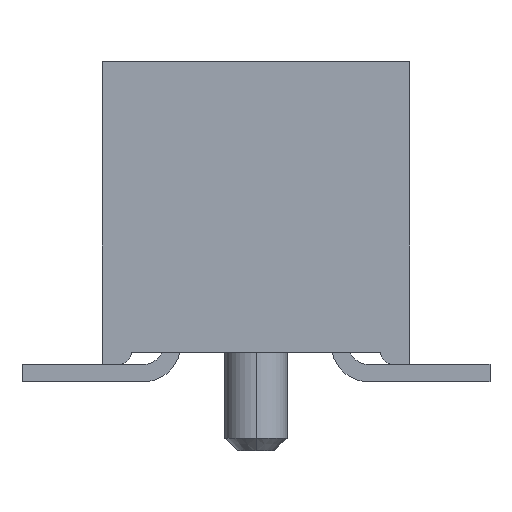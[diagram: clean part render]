
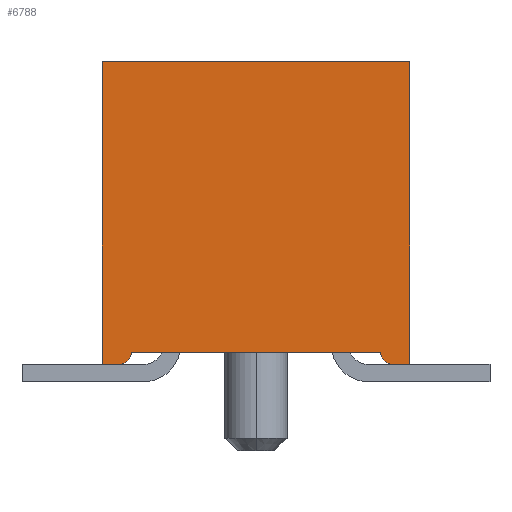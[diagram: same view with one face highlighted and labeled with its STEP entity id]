
A CAD part, left-side view. The second image highlights one B-rep face of the part: STEP entity #6788.
In plain terms, the highlighted planar face has unit normal (-1, 0, 0).
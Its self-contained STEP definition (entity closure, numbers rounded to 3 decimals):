
#6214=CARTESIAN_POINT('',(-4.064,1.285,0.305));
#6215=VERTEX_POINT('',#6214);
#6216=CARTESIAN_POINT('',(-4.064,1.412,0.178));
#6217=VERTEX_POINT('',#6216);
#6218=CARTESIAN_POINT('',(-4.064,1.412,0.305));
#6219=DIRECTION('',(1.0,0.,0.));
#6220=DIRECTION('',(0.,-0.707,-0.707));
#6221=AXIS2_PLACEMENT_3D('',#6218,#6219,#6220);
#6222=CIRCLE('',#6221,0.127);
#6223=EDGE_CURVE('',#6215,#6217,#6222,.T.);
#6256=CARTESIAN_POINT('',(-4.064,1.588,0.178));
#6257=VERTEX_POINT('',#6256);
#6258=CARTESIAN_POINT('',(-4.064,1.412,0.178));
#6259=DIRECTION('',(0.0,1.0,0.0));
#6260=VECTOR('',#6259,0.175);
#6261=LINE('',#6258,#6260);
#6262=EDGE_CURVE('',#6217,#6257,#6261,.T.);
#6287=CARTESIAN_POINT('',(-4.064,1.588,3.302));
#6288=VERTEX_POINT('',#6287);
#6289=CARTESIAN_POINT('',(-4.064,1.588,0.178));
#6290=DIRECTION('',(0.0,0.0,1.0));
#6291=VECTOR('',#6290,3.124);
#6292=LINE('',#6289,#6291);
#6293=EDGE_CURVE('',#6257,#6288,#6292,.T.);
#6318=CARTESIAN_POINT('',(-4.064,-1.587,3.302));
#6319=VERTEX_POINT('',#6318);
#6320=CARTESIAN_POINT('',(-4.064,1.588,3.302));
#6321=DIRECTION('',(0.0,-1.0,0.0));
#6322=VECTOR('',#6321,3.175);
#6323=LINE('',#6320,#6322);
#6324=EDGE_CURVE('',#6288,#6319,#6323,.T.);
#6505=CARTESIAN_POINT('',(-4.064,-1.587,0.178));
#6506=VERTEX_POINT('',#6505);
#6507=CARTESIAN_POINT('',(-4.064,-1.587,3.302));
#6508=DIRECTION('',(0.0,0.0,-1.0));
#6509=VECTOR('',#6508,3.124);
#6510=LINE('',#6507,#6509);
#6511=EDGE_CURVE('',#6319,#6506,#6510,.T.);
#6536=CARTESIAN_POINT('',(-4.064,-1.412,0.178));
#6537=VERTEX_POINT('',#6536);
#6538=CARTESIAN_POINT('',(-4.064,-1.587,0.178));
#6539=DIRECTION('',(0.0,1.0,0.0));
#6540=VECTOR('',#6539,0.175);
#6541=LINE('',#6538,#6540);
#6542=EDGE_CURVE('',#6506,#6537,#6541,.T.);
#6567=CARTESIAN_POINT('',(-4.064,-1.285,0.305));
#6568=VERTEX_POINT('',#6567);
#6569=CARTESIAN_POINT('',(-4.064,-1.412,0.305));
#6570=DIRECTION('',(1.0,0.,0.));
#6571=DIRECTION('',(0.,0.707,-0.707));
#6572=AXIS2_PLACEMENT_3D('',#6569,#6570,#6571);
#6573=CIRCLE('',#6572,0.127);
#6574=EDGE_CURVE('',#6537,#6568,#6573,.T.);
#6600=CARTESIAN_POINT('',(-4.064,-1.285,0.305));
#6601=DIRECTION('',(0.0,1.0,0.0));
#6602=VECTOR('',#6601,2.57);
#6603=LINE('',#6600,#6602);
#6604=EDGE_CURVE('',#6568,#6215,#6603,.T.);
#6773=CARTESIAN_POINT('',(-4.064,0.,1.749));
#6774=DIRECTION('',(1.0,0.0,0.0));
#6775=DIRECTION('',(0.0,0.0,-1.0));
#6776=AXIS2_PLACEMENT_3D('',#6773,#6774,#6775);
#6777=PLANE('',#6776);
#6778=ORIENTED_EDGE('',*,*,#6223,.F.);
#6779=ORIENTED_EDGE('',*,*,#6604,.F.);
#6780=ORIENTED_EDGE('',*,*,#6574,.F.);
#6781=ORIENTED_EDGE('',*,*,#6542,.F.);
#6782=ORIENTED_EDGE('',*,*,#6511,.F.);
#6783=ORIENTED_EDGE('',*,*,#6324,.F.);
#6784=ORIENTED_EDGE('',*,*,#6293,.F.);
#6785=ORIENTED_EDGE('',*,*,#6262,.F.);
#6786=EDGE_LOOP('',(#6778,#6779,#6780,#6781,#6782,#6783,#6784,#6785));
#6787=FACE_OUTER_BOUND('',#6786,.T.);
#6788=ADVANCED_FACE('',(#6787),#6777,.F.);
